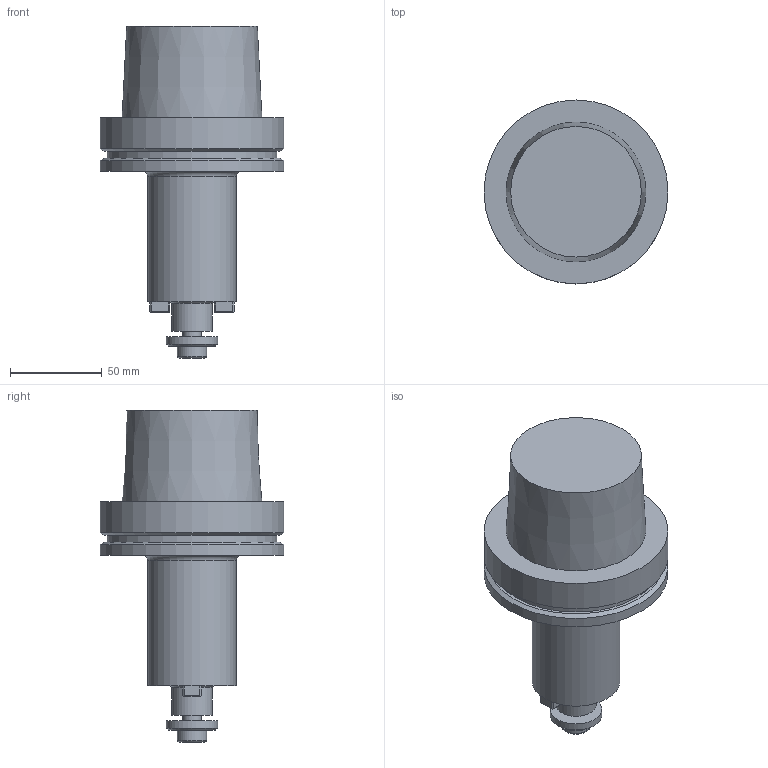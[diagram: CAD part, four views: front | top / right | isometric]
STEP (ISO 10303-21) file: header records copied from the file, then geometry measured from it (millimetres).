
FILE_DESCRIPTION(/* description */ (''),/* implementation_level */ '2;1');
FILE_NAME(/* name */ 'TOOLCOMP_1.STP',/* time_stamp */ '2022-11-10T12:24:23+01:00',/* author */ (''),/* organization */ ('SMS'),/* preprocessor_version */ 'ST-DEVELOPER v16.7',/* originating_system */ 'SIEMENS PLM Software NX 12.0',/* authorisation */ '');
FILE_SCHEMA (('AUTOMOTIVE_DESIGN { 1 0 10303 214 3 1 1 1 }'));
Length unit declared in the file: millimetre
Products named in the file (2): NOCUT_COMP20221110122240; TOOLCOMP_1
Assembly tree (1 placements, depth 2):
  TOOLCOMP_1
    NOCUT_COMP20221110122240
Bounding box: 100 x 100 x 180.5 mm (x, y, z)
Volume: 1148673 mm3; surface area: 104546.9 mm2
Topology: 2 solids, 6 shells, 250 faces, 528 edges, 325 vertices
Faces by surface type: plane 164, cone 38, cylinder 34, torus 14
Full cylindrical faces by diameter (mm): 4 x4, 4.5 x4, 7 x4, 7.4 x4, 10 x2, 11 x2, 16 x2, 22 x2, 28 x2, 48 x2, 92 x2, 100 x4
Entity records: 6275 total; most frequent: CARTESIAN_POINT 1124, DIRECTION 1086, ORIENTED_EDGE 884, EDGE_CURVE 442, AXIS2_PLACEMENT_3D 411, EDGE_LOOP 352, VERTEX_POINT 302, LINE 264
